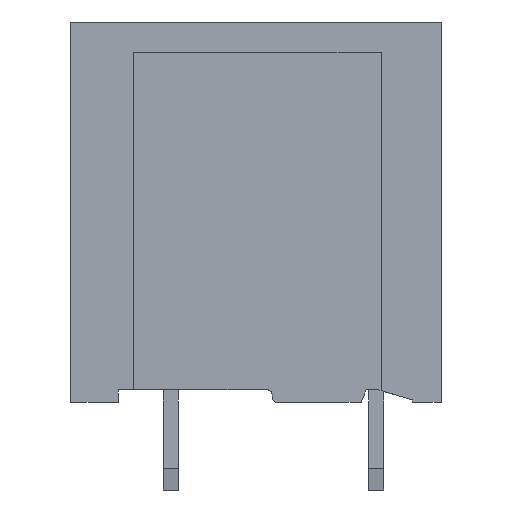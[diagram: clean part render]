
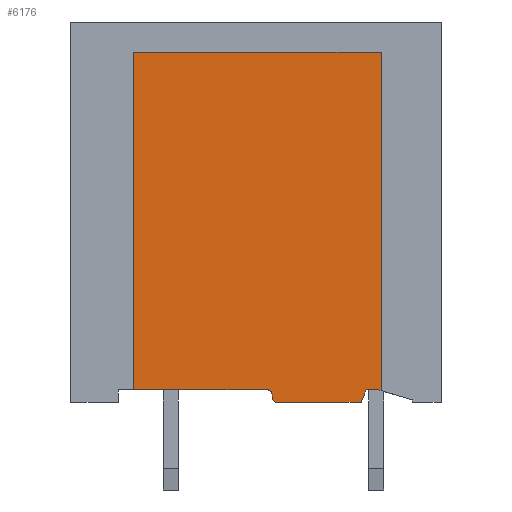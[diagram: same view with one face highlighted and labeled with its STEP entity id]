
A CAD part, left-side view. The second image highlights one B-rep face of the part: STEP entity #6176.
In plain terms, the highlighted planar face has unit normal (-1, 0, 0).
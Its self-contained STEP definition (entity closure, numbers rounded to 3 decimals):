
#6026=AXIS2_PLACEMENT_3D('Circle Axis2P3D',#6024,#6025,$) ;
#6067=AXIS2_PLACEMENT_3D('Circle Axis2P3D',#6065,#6066,$) ;
#6156=AXIS2_PLACEMENT_3D('Plane Axis2P3D',#6153,#6154,#6155) ;
#5921=CARTESIAN_POINT('Vertex',(1.1,2.5,4.)) ;
#5928=CARTESIAN_POINT('Vertex',(1.1,2.4,3.97)) ;
#5931=CARTESIAN_POINT('Line Origine',(1.1,2.45,3.985)) ;
#5954=CARTESIAN_POINT('Vertex',(1.1,3.,4.)) ;
#5957=CARTESIAN_POINT('Line Origine',(1.1,2.75,4.)) ;
#5978=CARTESIAN_POINT('Vertex',(1.1,3.2,3.5)) ;
#5981=CARTESIAN_POINT('Line Origine',(1.1,3.1,3.75)) ;
#5997=CARTESIAN_POINT('Vertex',(1.1,6.55,3.5)) ;
#6000=CARTESIAN_POINT('Line Origine',(1.1,4.875,3.5)) ;
#6021=CARTESIAN_POINT('Vertex',(1.1,6.75,3.7)) ;
#6024=CARTESIAN_POINT('Axis2P3D Location',(1.1,6.55,3.7)) ;
#6045=CARTESIAN_POINT('Vertex',(1.1,6.75,3.8)) ;
#6048=CARTESIAN_POINT('Line Origine',(1.1,6.75,3.75)) ;
#6065=CARTESIAN_POINT('Axis2P3D Location',(1.1,6.95,3.8)) ;
#6069=CARTESIAN_POINT('Vertex',(1.1,6.95,4.)) ;
#6084=CARTESIAN_POINT('Line Origine',(1.1,9.625,4.)) ;
#6088=CARTESIAN_POINT('Vertex',(1.1,12.3,4.)) ;
#6114=CARTESIAN_POINT('Vertex',(1.1,12.3,17.5)) ;
#6117=CARTESIAN_POINT('Line Origine',(1.1,7.35,17.5)) ;
#6121=CARTESIAN_POINT('Vertex',(1.1,2.4,17.5)) ;
#6141=CARTESIAN_POINT('Line Origine',(1.1,12.3,10.75)) ;
#6153=CARTESIAN_POINT('Axis2P3D Location',(1.1,2.4,0.)) ;
#6158=CARTESIAN_POINT('Line Origine',(1.1,2.4,10.735)) ;
#5932=DIRECTION('Vector Direction',(0.,-0.959,-0.284)) ;
#5958=DIRECTION('Vector Direction',(0.,1.,0.)) ;
#5982=DIRECTION('Vector Direction',(0.,-0.371,0.928)) ;
#6001=DIRECTION('Vector Direction',(0.,1.,0.)) ;
#6025=DIRECTION('Axis2P3D Direction',(-1.,0.,0.)) ;
#6049=DIRECTION('Vector Direction',(0.,0.,1.)) ;
#6066=DIRECTION('Axis2P3D Direction',(-1.,0.,0.)) ;
#6085=DIRECTION('Vector Direction',(0.,1.,0.)) ;
#6118=DIRECTION('Vector Direction',(0.,1.,0.)) ;
#6142=DIRECTION('Vector Direction',(0.,0.,1.)) ;
#6154=DIRECTION('Axis2P3D Direction',(1.,0.,0.)) ;
#6155=DIRECTION('Axis2P3D XDirection',(0.,1.,0.)) ;
#6159=DIRECTION('Vector Direction',(0.,0.,1.)) ;
#5933=VECTOR('Line Direction',#5932,1.) ;
#5959=VECTOR('Line Direction',#5958,1.) ;
#5983=VECTOR('Line Direction',#5982,1.) ;
#6002=VECTOR('Line Direction',#6001,1.) ;
#6050=VECTOR('Line Direction',#6049,1.) ;
#6086=VECTOR('Line Direction',#6085,1.) ;
#6119=VECTOR('Line Direction',#6118,1.) ;
#6143=VECTOR('Line Direction',#6142,1.) ;
#6160=VECTOR('Line Direction',#6159,1.) ;
#6164=ORIENTED_EDGE('',*,*,#5985,.T.) ;
#6165=ORIENTED_EDGE('',*,*,#5961,.F.) ;
#6166=ORIENTED_EDGE('',*,*,#5935,.T.) ;
#6167=ORIENTED_EDGE('',*,*,#6162,.T.) ;
#6168=ORIENTED_EDGE('',*,*,#6123,.F.) ;
#6169=ORIENTED_EDGE('',*,*,#6145,.F.) ;
#6170=ORIENTED_EDGE('',*,*,#6090,.F.) ;
#6171=ORIENTED_EDGE('',*,*,#6071,.T.) ;
#6172=ORIENTED_EDGE('',*,*,#6052,.F.) ;
#6173=ORIENTED_EDGE('',*,*,#6028,.F.) ;
#6174=ORIENTED_EDGE('',*,*,#6004,.T.) ;
#6176=ADVANCED_FACE('_LMFS 5.00/09/180  3.5SN OR BX 1330520000',(#6175),#6157,.F.) ;
#6027=CIRCLE('generated circle',#6026,0.2) ;
#6068=CIRCLE('generated circle',#6067,0.2) ;
#5935=EDGE_CURVE('',#5922,#5929,#5934,.T.) ;
#5961=EDGE_CURVE('',#5922,#5955,#5960,.T.) ;
#5985=EDGE_CURVE('',#5979,#5955,#5984,.T.) ;
#6004=EDGE_CURVE('',#5998,#5979,#6003,.F.) ;
#6028=EDGE_CURVE('',#5998,#6022,#6027,.F.) ;
#6052=EDGE_CURVE('',#6022,#6046,#6051,.T.) ;
#6071=EDGE_CURVE('',#6070,#6046,#6068,.F.) ;
#6090=EDGE_CURVE('',#6070,#6089,#6087,.T.) ;
#6123=EDGE_CURVE('',#6115,#6122,#6120,.F.) ;
#6145=EDGE_CURVE('',#6089,#6115,#6144,.T.) ;
#6162=EDGE_CURVE('',#5929,#6122,#6161,.T.) ;
#6163=EDGE_LOOP('',(#6164,#6165,#6166,#6167,#6168,#6169,#6170,#6171,#6172,#6173,#6174)) ;
#6175=FACE_OUTER_BOUND('',#6163,.T.) ;
#5934=LINE('Line',#5931,#5933) ;
#5960=LINE('Line',#5957,#5959) ;
#5984=LINE('Line',#5981,#5983) ;
#6003=LINE('Line',#6000,#6002) ;
#6051=LINE('Line',#6048,#6050) ;
#6087=LINE('Line',#6084,#6086) ;
#6120=LINE('Line',#6117,#6119) ;
#6144=LINE('Line',#6141,#6143) ;
#6161=LINE('Line',#6158,#6160) ;
#6157=PLANE('',#6156) ;
#5922=VERTEX_POINT('',#5921) ;
#5929=VERTEX_POINT('',#5928) ;
#5955=VERTEX_POINT('',#5954) ;
#5979=VERTEX_POINT('',#5978) ;
#5998=VERTEX_POINT('',#5997) ;
#6022=VERTEX_POINT('',#6021) ;
#6046=VERTEX_POINT('',#6045) ;
#6070=VERTEX_POINT('',#6069) ;
#6089=VERTEX_POINT('',#6088) ;
#6115=VERTEX_POINT('',#6114) ;
#6122=VERTEX_POINT('',#6121) ;
